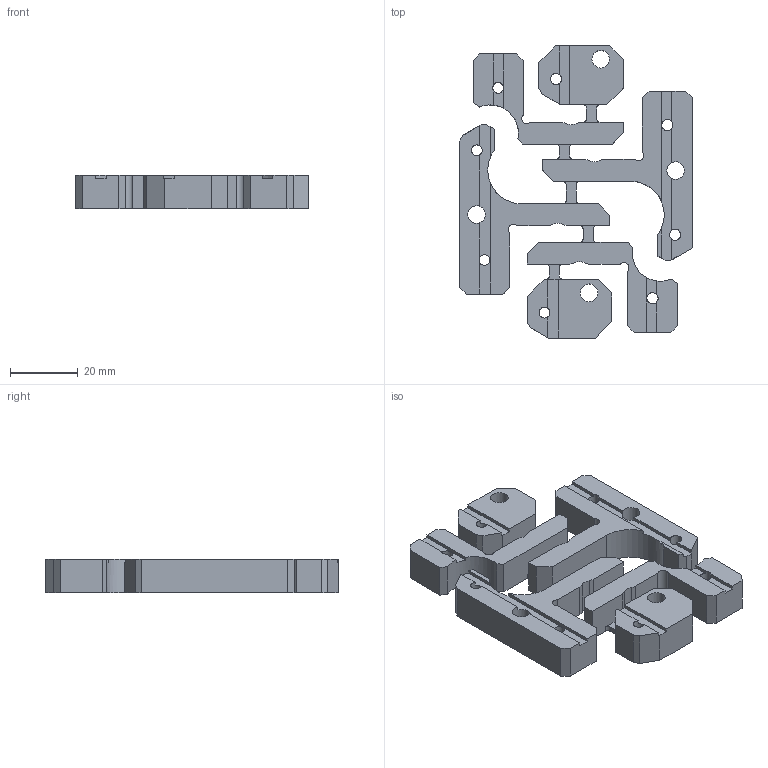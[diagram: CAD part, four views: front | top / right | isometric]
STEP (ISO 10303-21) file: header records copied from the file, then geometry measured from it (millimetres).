
FILE_DESCRIPTION(/* description */ (''),/* implementation_level */ '2;1');
FILE_NAME(/* name */ 'mid Total V1.step',/* time_stamp */ '2024-11-14T14:03:01+08:00',/* author */ (''),/* organization */ (''),/* preprocessor_version */ 'ST-DEVELOPER v20',/* originating_system */ 'Autodesk Translation Framework v13.20.0.188',/* authorisation */ '');
FILE_SCHEMA (('AUTOMOTIVE_DESIGN { 1 0 10303 214 3 1 1 }'));
Length unit declared in the file: millimetre
Products named in the file (2): (未保存); right_top_MGN9_r1
Assembly tree (1 placements, depth 2):
  (未保存)
    right_top_MGN9_r1
Bounding box: 68.8 x 86.34 x 10 mm (x, y, z)
Volume: 30456.7 mm3; surface area: 15729.3 mm2
Topology: 1 solids, 1 shells, 185 faces, 578 edges, 385 vertices
Faces by surface type: plane 141, cylinder 44
Full cylindrical faces by diameter (mm): 3.2 x4, 3.3 x4, 5.2 x4
Entity records: 6509 total; most frequent: ORIENTED_EDGE 1156, CARTESIAN_POINT 1151, DIRECTION 1071, EDGE_CURVE 578, LINE 461, VECTOR 461, VERTEX_POINT 385, AXIS2_PLACEMENT_3D 305
